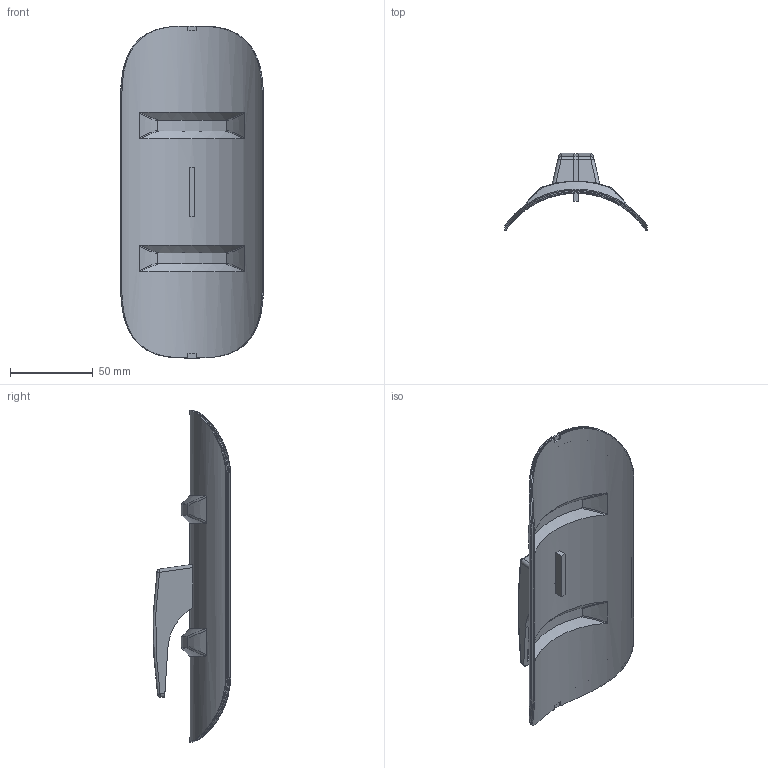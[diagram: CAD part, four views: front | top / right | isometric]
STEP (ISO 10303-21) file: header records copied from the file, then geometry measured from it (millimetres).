
FILE_DESCRIPTION((''),'2;1');
FILE_NAME('HRUK-100.stp','2014-04-03T08:01:46',(''),(''),'Autodesk Inventor 2013','Autodesk Inventor 2013','');
FILE_SCHEMA(('AUTOMOTIVE_DESIGN { 1 2 10303 214 0 1 1 1 }'));
Length unit declared in the file: millimetre
Products named in the file (6): HRUK-100; HRUKInreLockämne-100; HRUK-Packning-03; HRUKYttreLockämne-100; FästeHRUK; HandtagHRUK
Assembly tree (5 placements, depth 2):
  HRUK-100
    HRUKInreLockämne-100
    HRUK-Packning-03
    HRUKYttreLockämne-100
    FästeHRUK
    HandtagHRUK
Bounding box: 85.82 x 46.7 x 200 mm (x, y, z)
Volume: 45663.8 mm3; surface area: 99022.4 mm2
Topology: 5 solids, 5 shells, 265 faces, 729 edges, 450 vertices
Faces by surface type: bspline 106, plane 88, cylinder 43, cone 16, torus 8, sphere 4
Entity records: 12154 total; most frequent: CARTESIAN_POINT 5946, ORIENTED_EDGE 1458, DIRECTION 951, EDGE_CURVE 729, VERTEX_POINT 450, AXIS2_PLACEMENT_3D 340, B_SPLINE_CURVE_WITH_KNOTS 288, EDGE_LOOP 279
